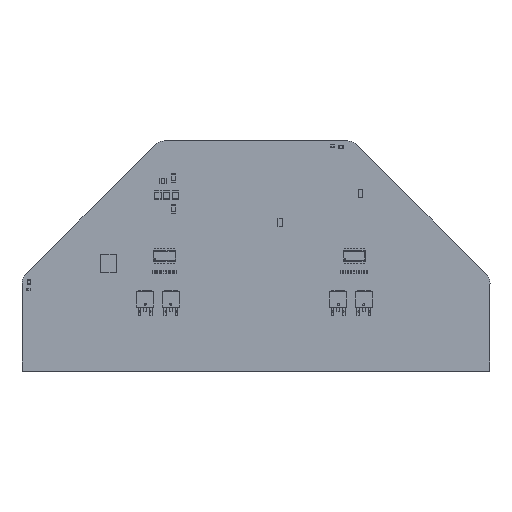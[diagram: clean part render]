
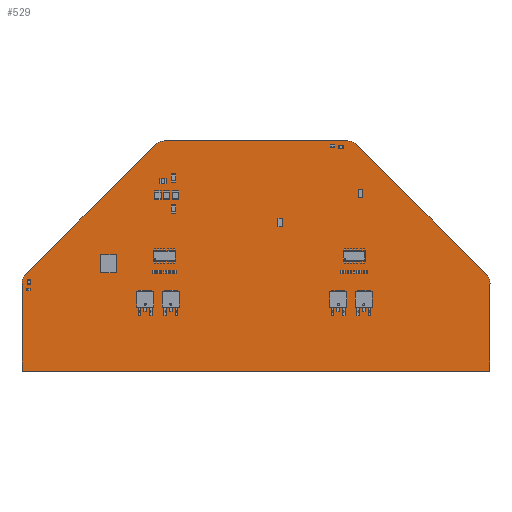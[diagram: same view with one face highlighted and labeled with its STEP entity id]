
A CAD part, top view. The second image highlights one B-rep face of the part: STEP entity #529.
In plain terms, the highlighted planar face has unit normal (0, 0, 1).
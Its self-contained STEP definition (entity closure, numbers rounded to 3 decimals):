
#200 = VERTEX_POINT('',#201);
#201 = CARTESIAN_POINT('',(-115.487,-42.48,0.411));
#207 = EDGE_CURVE('',#200,#208,#210,.T.);
#208 = VERTEX_POINT('',#209);
#209 = CARTESIAN_POINT('',(-115.487,-7.789,0.411));
#210 = LINE('',#211,#212);
#211 = CARTESIAN_POINT('',(-115.487,-42.48,0.411));
#212 = VECTOR('',#213,1.);
#213 = DIRECTION('',(0.,1.,0.));
#238 = EDGE_CURVE('',#208,#239,#241,.T.);
#239 = VERTEX_POINT('',#240);
#240 = CARTESIAN_POINT('',(-114.023,-4.253,0.411));
#241 = CIRCLE('',#242,4.995);
#242 = AXIS2_PLACEMENT_3D('',#243,#244,#245);
#243 = CARTESIAN_POINT('',(-110.492,-7.786,0.411));
#244 = DIRECTION('',(0.,0.,-1.));
#245 = DIRECTION('',(-1.,-0.001,0.));
#271 = EDGE_CURVE('',#239,#272,#274,.T.);
#272 = VERTEX_POINT('',#273);
#273 = CARTESIAN_POINT('',(-62.832,46.937,0.411));
#274 = LINE('',#275,#276);
#275 = CARTESIAN_POINT('',(-114.023,-4.253,0.411));
#276 = VECTOR('',#277,1.);
#277 = DIRECTION('',(0.707,0.707,0.));
#302 = EDGE_CURVE('',#272,#303,#305,.T.);
#303 = VERTEX_POINT('',#304);
#304 = CARTESIAN_POINT('',(-59.297,48.402,0.411));
#305 = CIRCLE('',#306,5.001);
#306 = AXIS2_PLACEMENT_3D('',#307,#308,#309);
#307 = CARTESIAN_POINT('',(-59.295,43.401,0.411));
#308 = DIRECTION('',(0.,0.,-1.));
#309 = DIRECTION('',(-0.707,0.707,0.));
#335 = EDGE_CURVE('',#303,#336,#338,.T.);
#336 = VERTEX_POINT('',#337);
#337 = CARTESIAN_POINT('',(13.098,48.402,0.411));
#338 = LINE('',#339,#340);
#339 = CARTESIAN_POINT('',(-59.297,48.402,0.411));
#340 = VECTOR('',#341,1.);
#341 = DIRECTION('',(1.,0.,0.));
#366 = EDGE_CURVE('',#336,#367,#369,.T.);
#367 = VERTEX_POINT('',#368);
#368 = CARTESIAN_POINT('',(16.633,46.937,0.411));
#369 = CIRCLE('',#370,5.001);
#370 = AXIS2_PLACEMENT_3D('',#371,#372,#373);
#371 = CARTESIAN_POINT('',(13.096,43.401,0.411));
#372 = DIRECTION('',(0.,0.,-1.));
#373 = DIRECTION('',(0.,1.,0.));
#399 = EDGE_CURVE('',#367,#400,#402,.T.);
#400 = VERTEX_POINT('',#401);
#401 = CARTESIAN_POINT('',(67.824,-4.253,0.411));
#402 = LINE('',#403,#404);
#403 = CARTESIAN_POINT('',(16.633,46.937,0.411));
#404 = VECTOR('',#405,1.);
#405 = DIRECTION('',(0.707,-0.707,0.));
#430 = EDGE_CURVE('',#400,#431,#433,.T.);
#431 = VERTEX_POINT('',#432);
#432 = CARTESIAN_POINT('',(69.287,-7.789,0.411));
#433 = CIRCLE('',#434,4.988);
#434 = AXIS2_PLACEMENT_3D('',#435,#436,#437);
#435 = CARTESIAN_POINT('',(64.299,-7.782,0.411));
#436 = DIRECTION('',(0.,0.,-1.));
#437 = DIRECTION('',(0.707,0.707,0.));
#463 = EDGE_CURVE('',#431,#464,#466,.T.);
#464 = VERTEX_POINT('',#465);
#465 = CARTESIAN_POINT('',(69.255,-42.48,0.411));
#466 = LINE('',#467,#468);
#467 = CARTESIAN_POINT('',(69.287,-7.789,0.411));
#468 = VECTOR('',#469,1.);
#469 = DIRECTION('',(-0.001,-1.,0.));
#494 = EDGE_CURVE('',#464,#200,#495,.T.);
#495 = LINE('',#496,#497);
#496 = CARTESIAN_POINT('',(69.255,-42.48,0.411));
#497 = VECTOR('',#498,1.);
#498 = DIRECTION('',(-1.,0.,0.));
#529 = ADVANCED_FACE('',(#530),#542,.T.);
#530 = FACE_BOUND('',#531,.F.);
#531 = EDGE_LOOP('',(#532,#533,#534,#535,#536,#537,#538,#539,#540,#541)
  );
#532 = ORIENTED_EDGE('',*,*,#207,.T.);
#533 = ORIENTED_EDGE('',*,*,#238,.T.);
#534 = ORIENTED_EDGE('',*,*,#271,.T.);
#535 = ORIENTED_EDGE('',*,*,#302,.T.);
#536 = ORIENTED_EDGE('',*,*,#335,.T.);
#537 = ORIENTED_EDGE('',*,*,#366,.T.);
#538 = ORIENTED_EDGE('',*,*,#399,.T.);
#539 = ORIENTED_EDGE('',*,*,#430,.T.);
#540 = ORIENTED_EDGE('',*,*,#463,.T.);
#541 = ORIENTED_EDGE('',*,*,#494,.T.);
#542 = PLANE('',#543);
#543 = AXIS2_PLACEMENT_3D('',#544,#545,#546);
#544 = CARTESIAN_POINT('',(-115.487,-42.48,0.411));
#545 = DIRECTION('',(0.,0.,1.));
#546 = DIRECTION('',(1.,0.,0.));
